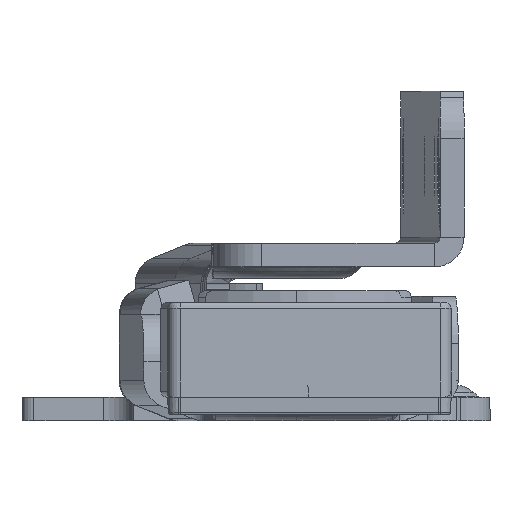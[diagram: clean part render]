
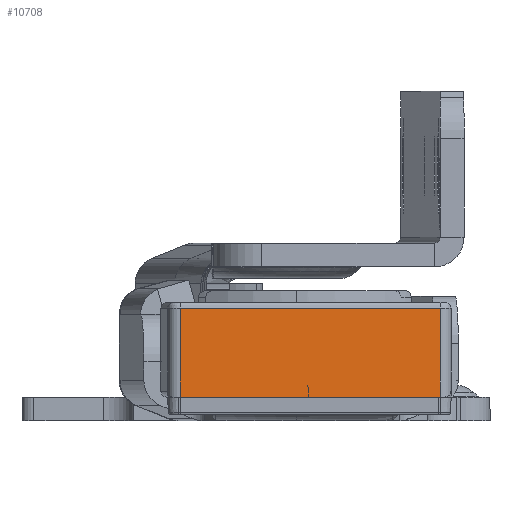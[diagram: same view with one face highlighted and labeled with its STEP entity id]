
A CAD part, left-side view. The second image highlights one B-rep face of the part: STEP entity #10708.
In plain terms, the highlighted face is planar.
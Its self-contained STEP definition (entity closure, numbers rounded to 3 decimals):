
#282 = DIRECTION ( 'NONE',  ( 0., 0., -1. ) ) ;
#1236 = DIRECTION ( 'NONE',  ( 0., -1., 0. ) ) ;
#1278 = VERTEX_POINT ( 'NONE', #2315 ) ;
#1867 = DIRECTION ( 'NONE',  ( 0., 0., -1. ) ) ;
#2145 = FACE_OUTER_BOUND ( 'NONE', #6267, .T. ) ;
#2315 = CARTESIAN_POINT ( 'NONE',  ( 10., -11., 0.5 ) ) ;
#3439 = CARTESIAN_POINT ( 'NONE',  ( 10., 11., 0.5 ) ) ;
#3757 = VERTEX_POINT ( 'NONE', #6421 ) ;
#4097 = VECTOR ( 'NONE', #11287, 1000. ) ;
#5871 = LINE ( 'NONE', #7017, #12569 ) ;
#6013 = EDGE_CURVE ( 'NONE', #3757, #8635, #12823, .T. ) ;
#6120 = ORIENTED_EDGE ( 'NONE', *, *, #12506, .F. ) ;
#6267 = EDGE_LOOP ( 'NONE', ( #13761, #6694, #6120, #7704 ) ) ;
#6345 = VECTOR ( 'NONE', #1236, 1000. ) ;
#6421 = CARTESIAN_POINT ( 'NONE',  ( 10., 11., 8. ) ) ;
#6526 = PLANE ( 'NONE',  #7724 ) ;
#6694 = ORIENTED_EDGE ( 'NONE', *, *, #11050, .T. ) ;
#6985 = CARTESIAN_POINT ( 'NONE',  ( 10., 11., 8. ) ) ;
#7017 = CARTESIAN_POINT ( 'NONE',  ( 10., 11., 8. ) ) ;
#7704 = ORIENTED_EDGE ( 'NONE', *, *, #6013, .T. ) ;
#7721 = CARTESIAN_POINT ( 'NONE',  ( 10., 11., 0.5 ) ) ;
#7724 = AXIS2_PLACEMENT_3D ( 'NONE', #13587, #7755, #11095 ) ;
#7755 = DIRECTION ( 'NONE',  ( 1., 0., 0. ) ) ;
#8077 = EDGE_CURVE ( 'NONE', #8635, #1278, #13671, .T. ) ;
#8635 = VERTEX_POINT ( 'NONE', #14902 ) ;
#9419 = VERTEX_POINT ( 'NONE', #3439 ) ;
#10708 = ADVANCED_FACE ( 'NONE', ( #2145 ), #6526, .T. ) ;
#11050 = EDGE_CURVE ( 'NONE', #1278, #9419, #11136, .T. ) ;
#11095 = DIRECTION ( 'NONE',  ( 0., 0., -1. ) ) ;
#11136 = LINE ( 'NONE', #7721, #4097 ) ;
#11287 = DIRECTION ( 'NONE',  ( 0., 1., 0. ) ) ;
#12048 = VECTOR ( 'NONE', #1867, 1000. ) ;
#12506 = EDGE_CURVE ( 'NONE', #3757, #9419, #5871, .T. ) ;
#12569 = VECTOR ( 'NONE', #282, 1000. ) ;
#12823 = LINE ( 'NONE', #6985, #6345 ) ;
#13587 = CARTESIAN_POINT ( 'NONE',  ( 10., 11., 8. ) ) ;
#13671 = LINE ( 'NONE', #14510, #12048 ) ;
#13761 = ORIENTED_EDGE ( 'NONE', *, *, #8077, .T. ) ;
#14510 = CARTESIAN_POINT ( 'NONE',  ( 10., -11., 8. ) ) ;
#14902 = CARTESIAN_POINT ( 'NONE',  ( 10., -11., 8. ) ) ;
